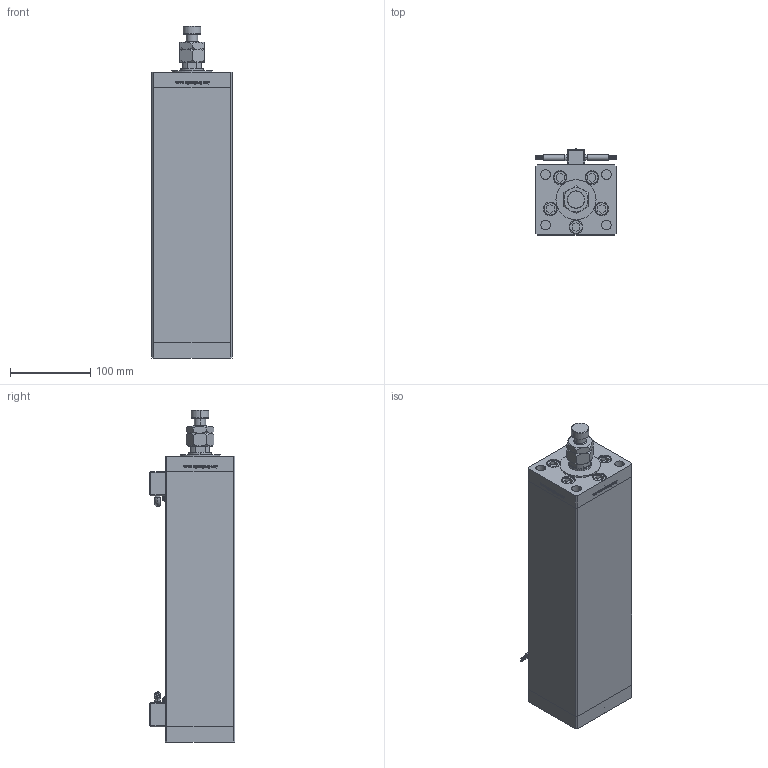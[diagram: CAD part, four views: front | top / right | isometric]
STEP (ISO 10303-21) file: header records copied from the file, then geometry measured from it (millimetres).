
FILE_DESCRIPTION (( 'STEP AP203' ), '1' );
FILE_NAME ('cf8a.STEP', '2024-10-23T13:32:20', ( '' ), ( '' ), 'SwSTEP 2.0', 'SolidWorks 2019', '' );
FILE_SCHEMA (( 'CONFIG_CONTROL_DESIGN' ));
Length unit declared in the file: millimetre
Products named in the file (8): V220C_FRONT_B 5f2d945c4f25bd08193988ce9e6a4cfe; V220C BACK_B 5f2d945c4f25bd08193988ce9e6a4cfe; V220C_B MIDDLE 5f2d945c4f25bd08193988ce9e6a4cfe; ALLEN BOLT 5f2d945c4f25bd08193988ce9e6a4cfe; cf8a; Magnetic_Switch_MSU4 5f2d945c4f25bd08193988ce9e6a4cfe; MFA 5f2d945c4f25bd08193988ce9e6a4cfe; V220C_VC_B 5f2d945c4f25bd08193988ce9e6a4cfe
Assembly tree (17 placements, depth 2):
  cf8a
    V220C_B MIDDLE 5f2d945c4f25bd08193988ce9e6a4cfe
    V220C BACK_B 5f2d945c4f25bd08193988ce9e6a4cfe
    V220C_FRONT_B 5f2d945c4f25bd08193988ce9e6a4cfe
    V220C_VC_B 5f2d945c4f25bd08193988ce9e6a4cfe
    Magnetic_Switch_MSU4 5f2d945c4f25bd08193988ce9e6a4cfe  x2
    ALLEN BOLT 5f2d945c4f25bd08193988ce9e6a4cfe  x10
    MFA 5f2d945c4f25bd08193988ce9e6a4cfe
Bounding box: 101.6 x 107.1 x 414.5 mm (x, y, z)
Volume: 2710045.5 mm3; surface area: 330880.1 mm2
Topology: 17 solids, 19 shells, 1439 faces, 3521 edges, 2271 vertices
Faces by surface type: plane 556, bspline 484, cylinder 241, cone 78, torus 56, sphere 24
Entity records: 56882 total; most frequent: CARTESIAN_POINT 31399, ORIENTED_EDGE 5736, DIRECTION 3574, EDGE_CURVE 2868, VERTEX_POINT 1882, VECTOR 1444, LINE 1444, EDGE_LOOP 1322
